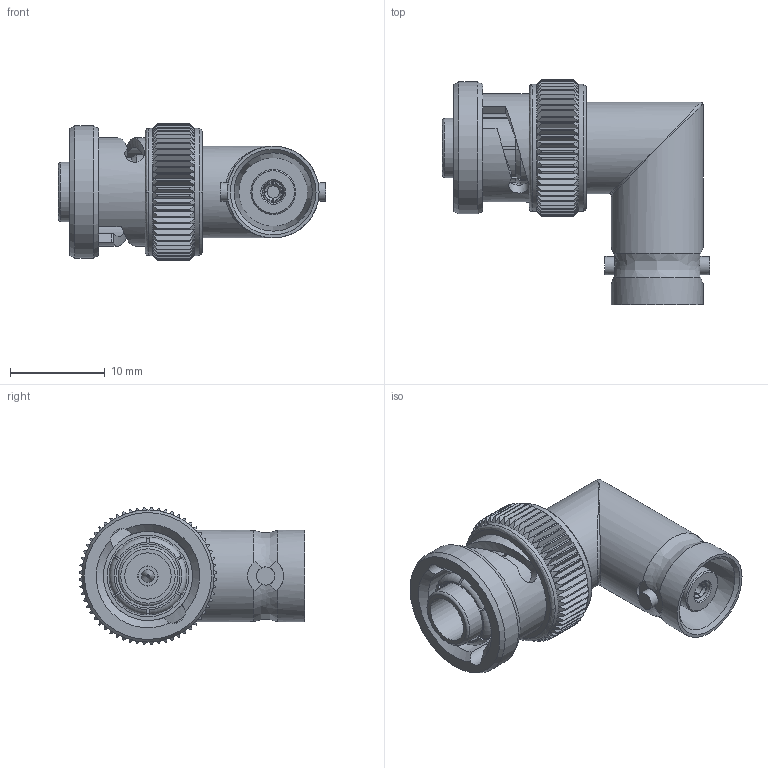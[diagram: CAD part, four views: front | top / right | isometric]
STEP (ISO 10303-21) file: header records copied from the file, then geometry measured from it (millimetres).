
FILE_DESCRIPTION (( 'STEP AP203' ), '1' );
FILE_NAME ('PE9266_3D.step', '2021-03-11T15:21:02', ( '' ), ( '' ), 'SwSTEP 2.0', 'SolidWorks 2020', '' );
FILE_SCHEMA (( 'CONFIG_CONTROL_DESIGN' ));
Length unit declared in the file: inch
Products named in the file (1): PE9266_3D
Bounding box: 28.13 x 23.74 x 14.46 mm (x, y, z)
Volume: 2749.6 mm3; surface area: 3512.9 mm2
Topology: 1 solids, 1 shells, 459 faces, 1071 edges, 623 vertices
Faces by surface type: plane 185, cone 144, cylinder 107, bspline 16, torus 7
Full cylindrical faces by diameter (mm): 1.295 x1, 1.334 x1, 1.918 x2, 2.054 x1, 2.129 x1, 2.159 x1, 2.337 x1, 4.724 x1, 4.879 x1, 6.25 x1, 7.239 x1, 7.877 x1, 8.569 x1, 9.395 x1, 9.652 x3, 10.414 x1, 11.395 x1, 13.38 x2, 13.922 x1
Entity records: 15361 total; most frequent: CARTESIAN_POINT 5608, ORIENTED_EDGE 2038, DIRECTION 1946, EDGE_CURVE 1019, AXIS2_PLACEMENT_3D 823, VERTEX_POINT 607, EDGE_LOOP 508, FACE_OUTER_BOUND 483
